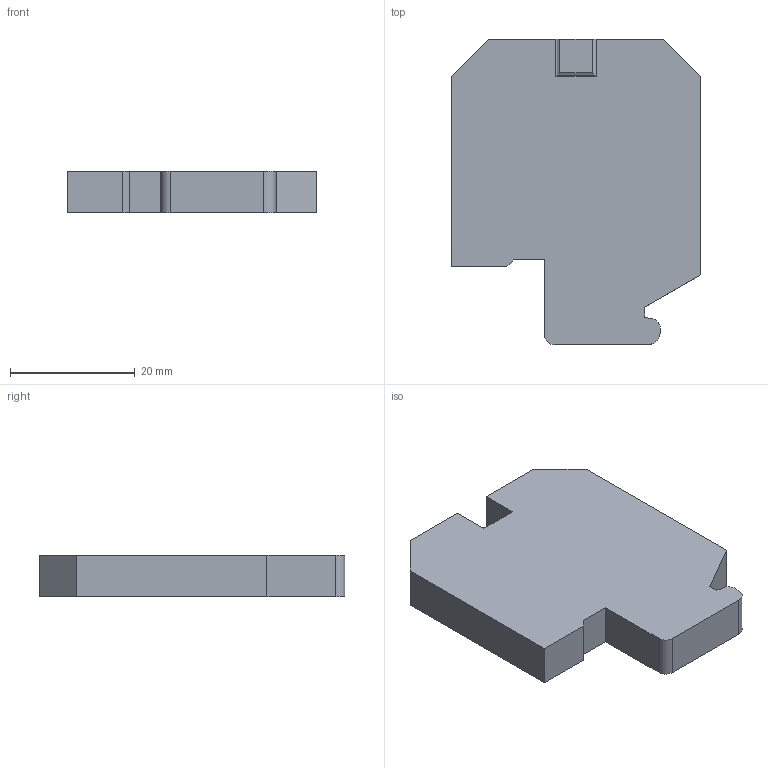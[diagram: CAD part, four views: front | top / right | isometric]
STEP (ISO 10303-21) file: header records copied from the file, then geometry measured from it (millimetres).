
FILE_DESCRIPTION(/* description */ ('Unknown'),/* implementation_level */ '2;1');
FILE_NAME(/* name */ 'CST2.5H',/* time_stamp */ '2016-11-21T14:25:41+06:00',/* author */ ('Unknown'),/* organization */ ('Unknown'),/* preprocessor_version */ 'ST-DEVELOPER v16',/* originating_system */ 'DEX',/* authorisation */ $);
FILE_SCHEMA (('AUTOMOTIVE_DESIGN {1 0 10303 214 3 1 1}'));
Length unit declared in the file: millimetre
Products named in the file (1): CST2.5H
Bounding box: 40 x 49 x 6.7 mm (x, y, z)
Volume: 10907.7 mm3; surface area: 4551.2 mm2
Topology: 1 solids, 1 shells, 35 faces, 99 edges, 66 vertices
Faces by surface type: plane 32, cylinder 3
Entity records: 1149 total; most frequent: CARTESIAN_POINT 201, ORIENTED_EDGE 198, DIRECTION 177, EDGE_CURVE 99, LINE 93, VECTOR 93, VERTEX_POINT 66, AXIS2_PLACEMENT_3D 42
